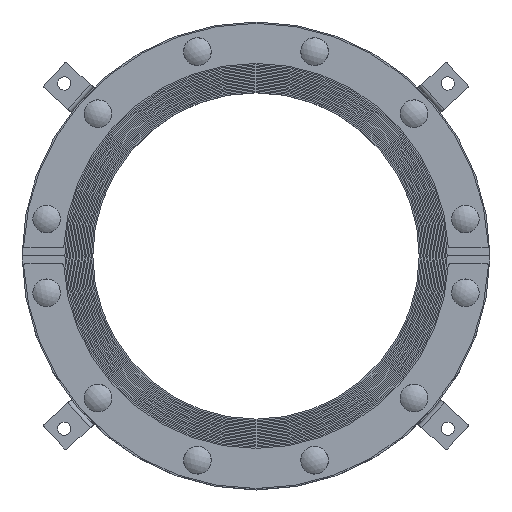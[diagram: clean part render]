
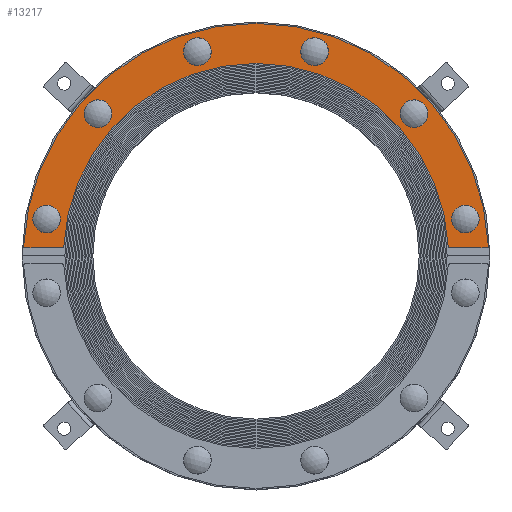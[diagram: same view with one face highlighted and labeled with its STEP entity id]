
A CAD part, top view. The second image highlights one B-rep face of the part: STEP entity #13217.
In plain terms, the highlighted planar face has unit normal (0, 0, 1).
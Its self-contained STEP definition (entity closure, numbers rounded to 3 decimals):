
#476=FACE_BOUND('',#2474,.T.);
#477=FACE_BOUND('',#2475,.T.);
#478=FACE_BOUND('',#2476,.T.);
#479=FACE_BOUND('',#2477,.T.);
#480=FACE_BOUND('',#2478,.T.);
#481=FACE_BOUND('',#2479,.T.);
#880=PLANE('',#14453);
#1592=FACE_OUTER_BOUND('',#2473,.T.);
#2473=EDGE_LOOP('',(#10610,#10611,#10612,#10613,#10614,#10615,#10616,#10617));
#2474=EDGE_LOOP('',(#10618));
#2475=EDGE_LOOP('',(#10619));
#2476=EDGE_LOOP('',(#10620));
#2477=EDGE_LOOP('',(#10621));
#2478=EDGE_LOOP('',(#10622));
#2479=EDGE_LOOP('',(#10623));
#3355=LINE('',#20678,#4359);
#3361=LINE('',#20702,#4365);
#4359=VECTOR('',#16810,10.);
#4365=VECTOR('',#16836,10.);
#4997=CIRCLE('',#14159,10.35);
#5017=CIRCLE('',#14189,1.);
#5019=CIRCLE('',#14193,1.);
#5021=CIRCLE('',#14196,144.);
#5023=CIRCLE('',#14199,1.);
#5026=CIRCLE('',#14204,1.);
#5028=CIRCLE('',#14207,174.);
#5078=CIRCLE('',#14305,10.35);
#5106=CIRCLE('',#14358,10.35);
#5137=CIRCLE('',#14415,10.35);
#5149=CIRCLE('',#14436,10.35);
#5159=CIRCLE('',#14454,10.35);
#5893=VERTEX_POINT('',#20601);
#5917=VERTEX_POINT('',#20668);
#5918=VERTEX_POINT('',#20669);
#5921=VERTEX_POINT('',#20677);
#5923=VERTEX_POINT('',#20683);
#5925=VERTEX_POINT('',#20689);
#5927=VERTEX_POINT('',#20695);
#5929=VERTEX_POINT('',#20701);
#5932=VERTEX_POINT('',#20709);
#6026=VERTEX_POINT('',#20994);
#6066=VERTEX_POINT('',#21121);
#6109=VERTEX_POINT('',#21255);
#6121=VERTEX_POINT('',#21293);
#6131=VERTEX_POINT('',#21326);
#7346=EDGE_CURVE('',#5893,#5893,#4997,.T.);
#7378=EDGE_CURVE('',#5917,#5918,#5017,.T.);
#7382=EDGE_CURVE('',#5918,#5921,#3355,.T.);
#7385=EDGE_CURVE('',#5921,#5923,#5019,.T.);
#7388=EDGE_CURVE('',#5923,#5925,#5021,.T.);
#7391=EDGE_CURVE('',#5925,#5927,#5023,.T.);
#7394=EDGE_CURVE('',#5927,#5929,#3361,.T.);
#7398=EDGE_CURVE('',#5929,#5932,#5026,.T.);
#7401=EDGE_CURVE('',#5932,#5917,#5028,.T.);
#7541=EDGE_CURVE('',#6026,#6026,#5078,.T.);
#7603=EDGE_CURVE('',#6066,#6066,#5106,.T.);
#7668=EDGE_CURVE('',#6109,#6109,#5137,.T.);
#7685=EDGE_CURVE('',#6121,#6121,#5149,.T.);
#7699=EDGE_CURVE('',#6131,#6131,#5159,.T.);
#10610=ORIENTED_EDGE('',*,*,#7378,.F.);
#10611=ORIENTED_EDGE('',*,*,#7401,.F.);
#10612=ORIENTED_EDGE('',*,*,#7398,.F.);
#10613=ORIENTED_EDGE('',*,*,#7394,.F.);
#10614=ORIENTED_EDGE('',*,*,#7391,.F.);
#10615=ORIENTED_EDGE('',*,*,#7388,.F.);
#10616=ORIENTED_EDGE('',*,*,#7385,.F.);
#10617=ORIENTED_EDGE('',*,*,#7382,.F.);
#10618=ORIENTED_EDGE('',*,*,#7685,.T.);
#10619=ORIENTED_EDGE('',*,*,#7603,.T.);
#10620=ORIENTED_EDGE('',*,*,#7346,.T.);
#10621=ORIENTED_EDGE('',*,*,#7541,.T.);
#10622=ORIENTED_EDGE('',*,*,#7668,.T.);
#10623=ORIENTED_EDGE('',*,*,#7699,.T.);
#13217=ADVANCED_FACE('',(#1592,#476,#477,#478,#479,#480,#481),#880,.F.);
#14159=AXIS2_PLACEMENT_3D('',#20603,#16730,#16731);
#14189=AXIS2_PLACEMENT_3D('',#20670,#16802,#16803);
#14193=AXIS2_PLACEMENT_3D('',#20684,#16815,#16816);
#14196=AXIS2_PLACEMENT_3D('',#20690,#16822,#16823);
#14199=AXIS2_PLACEMENT_3D('',#20696,#16829,#16830);
#14204=AXIS2_PLACEMENT_3D('',#20710,#16843,#16844);
#14207=AXIS2_PLACEMENT_3D('',#20714,#16850,#16851);
#14305=AXIS2_PLACEMENT_3D('',#20996,#17136,#17137);
#14358=AXIS2_PLACEMENT_3D('',#21123,#17276,#17277);
#14415=AXIS2_PLACEMENT_3D('',#21257,#17424,#17425);
#14436=AXIS2_PLACEMENT_3D('',#21295,#17471,#17472);
#14453=AXIS2_PLACEMENT_3D('',#21325,#17509,#17510);
#14454=AXIS2_PLACEMENT_3D('',#21327,#17511,#17512);
#16730=DIRECTION('center_axis',(0.,0.,
-1.));
#16731=DIRECTION('ref_axis',(-0.985,0.174,0.));
#16802=DIRECTION('center_axis',(0.,0.,
-1.));
#16803=DIRECTION('ref_axis',(0.721,-0.693,0.));
#16810=DIRECTION('',(-1.,0.,0.));
#16815=DIRECTION('center_axis',(0.,0.,
-1.));
#16816=DIRECTION('ref_axis',(-0.69,-0.724,0.));
#16822=DIRECTION('center_axis',(0.,0.,
1.));
#16823=DIRECTION('ref_axis',(-0.999,0.042,0.));
#16829=DIRECTION('center_axis',(0.,0.,
-1.));
#16830=DIRECTION('ref_axis',(0.69,-0.724,0.));
#16836=DIRECTION('',(-1.,0.,0.));
#16843=DIRECTION('center_axis',(0.,0.,
-1.));
#16844=DIRECTION('ref_axis',(-0.721,-0.693,0.));
#16850=DIRECTION('center_axis',(0.,0.,
-1.));
#16851=DIRECTION('ref_axis',(0.999,-0.034,0.));
#17136=DIRECTION('center_axis',(0.,0.,
-1.));
#17137=DIRECTION('ref_axis',(-0.743,0.669,0.));
#17276=DIRECTION('center_axis',(0.,0.,
-1.));
#17277=DIRECTION('ref_axis',(0.743,0.669,0.));
#17424=DIRECTION('center_axis',(0.,0.,
-1.));
#17425=DIRECTION('ref_axis',(-0.276,0.961,0.));
#17471=DIRECTION('center_axis',(0.,0.,
-1.));
#17472=DIRECTION('ref_axis',(0.276,0.961,0.));
#17509=DIRECTION('center_axis',(0.,0.,
-1.));
#17510=DIRECTION('ref_axis',(-1.,0.,0.));
#17511=DIRECTION('center_axis',(0.,0.,
-1.));
#17512=DIRECTION('ref_axis',(0.985,0.174,0.));
#20601=CARTESIAN_POINT('',(-146.392,25.813,70.));
#20603=CARTESIAN_POINT('Origin',(-156.584,27.61,70.));
#20668=CARTESIAN_POINT('',(173.858,7.04,70.));
#20669=CARTESIAN_POINT('',(172.858,6.,70.));
#20670=CARTESIAN_POINT('Origin',(172.858,7.,70.));
#20677=CARTESIAN_POINT('',(144.831,6.,70.));
#20678=CARTESIAN_POINT('',(143.875,6.,70.));
#20683=CARTESIAN_POINT('',(143.832,6.952,70.));
#20684=CARTESIAN_POINT('Origin',(144.831,7.,70.));
#20689=CARTESIAN_POINT('',(-143.832,6.952,70.));
#20690=CARTESIAN_POINT('Origin',(0.,0.,
70.));
#20695=CARTESIAN_POINT('',(-144.831,6.,70.));
#20696=CARTESIAN_POINT('Origin',(-144.831,7.,70.));
#20701=CARTESIAN_POINT('',(-172.858,6.,70.));
#20702=CARTESIAN_POINT('',(-173.897,6.,70.));
#20709=CARTESIAN_POINT('',(-173.858,7.04,70.));
#20710=CARTESIAN_POINT('Origin',(-172.858,7.,70.));
#20714=CARTESIAN_POINT('Origin',(0.,0.,
70.));
#20994=CARTESIAN_POINT('',(-110.468,99.466,70.));
#20996=CARTESIAN_POINT('Origin',(-118.16,106.392,70.));
#21121=CARTESIAN_POINT('',(110.468,99.466,70.));
#21123=CARTESIAN_POINT('Origin',(118.16,106.392,70.));
#21255=CARTESIAN_POINT('',(-40.973,142.892,70.));
#21257=CARTESIAN_POINT('Origin',(-43.826,152.841,70.));
#21293=CARTESIAN_POINT('',(40.973,142.892,70.));
#21295=CARTESIAN_POINT('Origin',(43.826,152.841,70.));
#21325=CARTESIAN_POINT('Origin',(0.,89.703,
70.));
#21326=CARTESIAN_POINT('',(146.392,25.813,70.));
#21327=CARTESIAN_POINT('Origin',(156.584,27.61,70.));
